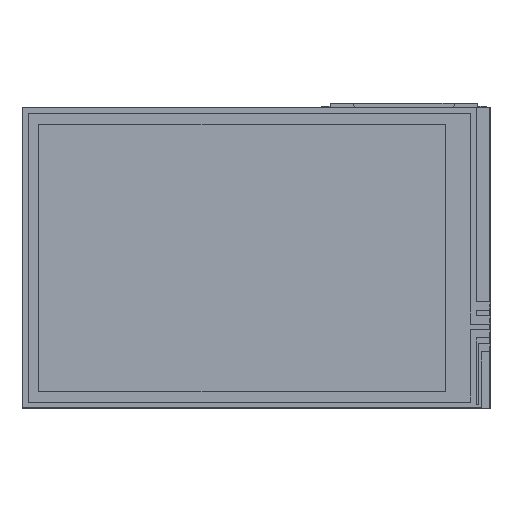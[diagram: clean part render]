
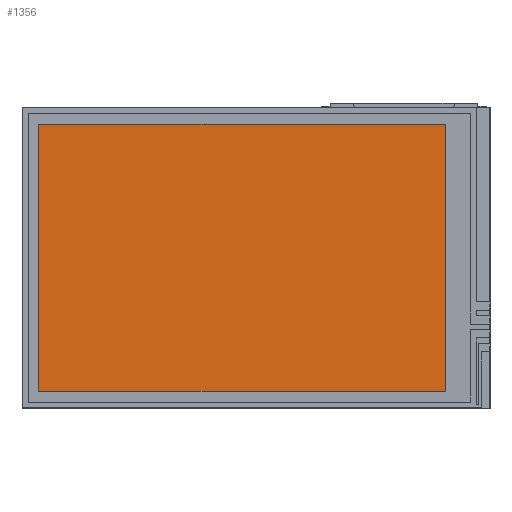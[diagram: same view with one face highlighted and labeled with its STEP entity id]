
A CAD part, top view. The second image highlights one B-rep face of the part: STEP entity #1356.
In plain terms, the highlighted planar face has unit normal (0, 0, 1).
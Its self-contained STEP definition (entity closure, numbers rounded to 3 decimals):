
#1356=ADVANCED_FACE('0:9725',(#3147),#3148,.T.);
#3147=FACE_OUTER_BOUND('',#6145,.T.);
#3148=PLANE('',#6146);
#6145=EDGE_LOOP('',(#11428,#11429,#11430,#11431));
#6146=AXIS2_PLACEMENT_3D('',#11432,#11433,#11434);
#11428=ORIENTED_EDGE('',*,*,#20501,.T.);
#11429=ORIENTED_EDGE('',*,*,#20502,.T.);
#11430=ORIENTED_EDGE('',*,*,#20503,.T.);
#11431=ORIENTED_EDGE('',*,*,#20504,.T.);
#11432=CARTESIAN_POINT('',(0.0,0.0,3.2));
#11433=DIRECTION('',(0.0,0.0,1.0));
#11434=DIRECTION('',(1.0,0.0,0.0));
#20501=EDGE_CURVE('0:9743',#24645,#24646,#24647,.T.);
#20502=EDGE_CURVE('0:9746',#24646,#24648,#24649,.T.);
#20503=EDGE_CURVE('0:9749',#24648,#24650,#24651,.T.);
#20504=EDGE_CURVE('0:9752',#24650,#24645,#24652,.T.);
#24645=VERTEX_POINT('',#30608);
#24646=VERTEX_POINT('',#30609);
#24647=LINE('',#30610,#30611);
#24648=VERTEX_POINT('',#30612);
#24649=LINE('',#30613,#30614);
#24650=VERTEX_POINT('',#30615);
#24651=LINE('',#30616,#30617);
#24652=LINE('',#30618,#30619);
#30608=CARTESIAN_POINT('',(81.0,51.0,3.2));
#30609=CARTESIAN_POINT('',(8.0,51.0,3.2));
#30610=CARTESIAN_POINT('',(44.5,51.0,3.2));
#30611=VECTOR('',#39444,0.001);
#30612=CARTESIAN_POINT('',(8.0,3.0,3.2));
#30613=CARTESIAN_POINT('',(8.0,27.0,3.2));
#30614=VECTOR('',#39445,0.001);
#30615=CARTESIAN_POINT('',(81.0,3.0,3.2));
#30616=CARTESIAN_POINT('',(44.5,3.0,3.2));
#30617=VECTOR('',#39446,0.001);
#30618=CARTESIAN_POINT('',(81.0,27.0,3.2));
#30619=VECTOR('',#39447,0.001);
#39444=DIRECTION('',(-1.0,0.0,0.0));
#39445=DIRECTION('',(0.0,-1.0,0.0));
#39446=DIRECTION('',(1.0,0.0,0.0));
#39447=DIRECTION('',(0.0,1.0,0.0));
